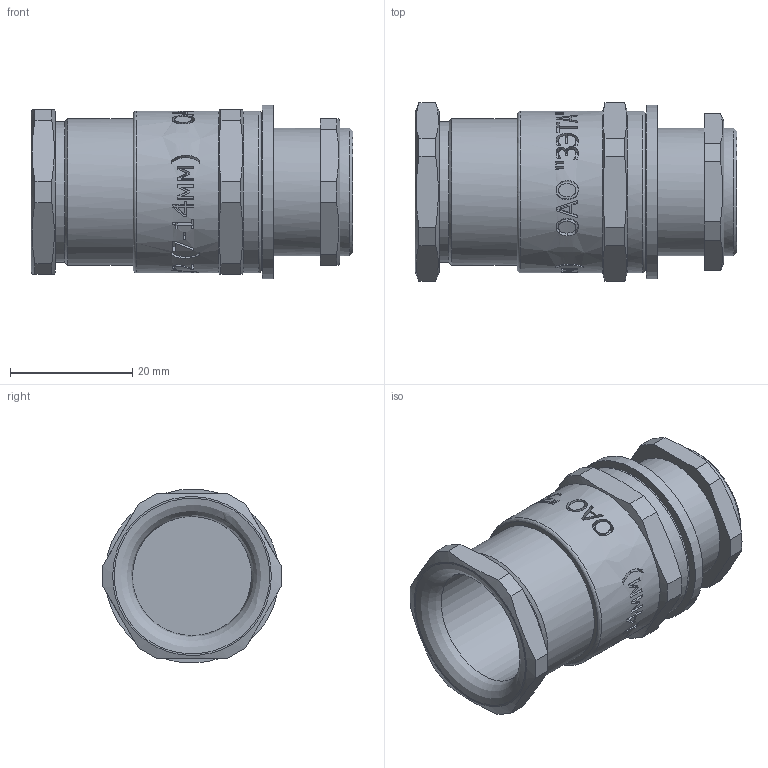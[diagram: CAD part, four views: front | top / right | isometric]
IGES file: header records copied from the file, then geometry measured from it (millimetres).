
Global section: file name: модель ВКВ G 0.5 0714; native system: Autodesk Inventor 2015; preprocessor: unknown; author: Борисов Е.В.,,11,0,; ; date: 20160917.093238; units: centimetre
Bounding box: 52.72 x 29.18 x 28.5 mm (x, y, z)
Volume: 18669.9 mm3; surface area: 8761.5 mm2
Topology: 1 solids, 1 shells, 459 faces, 1243 edges, 834 vertices
Faces by surface type: bspline 459
